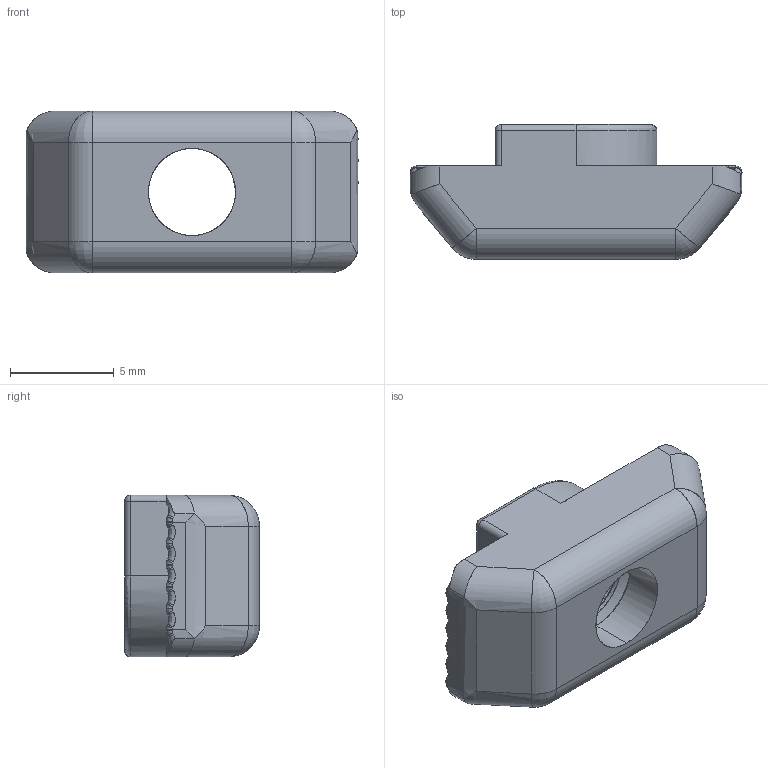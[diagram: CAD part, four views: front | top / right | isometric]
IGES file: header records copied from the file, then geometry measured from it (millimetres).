
Start section: SolidWorks IGES file using analytic representation for surfaces
Global section: file name: Ò-Ãàéêà 8 ïàç.IGS; native system: SolidWorks 2019; preprocessor: SolidWorks 2019; author: Êîíñòðóêòîð; date: 190212.112641; units: millimetre
Bounding box: 16 x 6.5 x 7.8 mm (x, y, z)
Surface area: 544.5 mm2 (no closed solid volume)
Topology: 0 solids, 0 shells, 270 faces, 2909 edges, 3602 vertices
Faces by surface type: bspline 142, revolution 128
